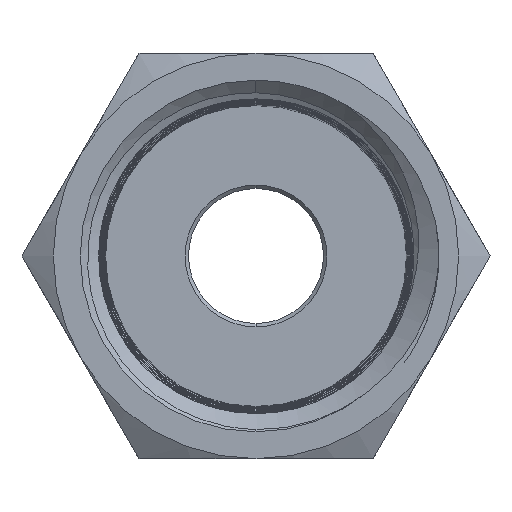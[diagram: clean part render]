
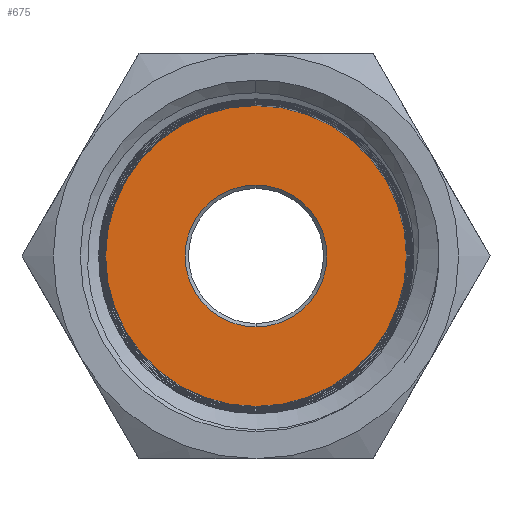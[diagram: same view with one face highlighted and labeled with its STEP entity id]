
A CAD part, front view. The second image highlights one B-rep face of the part: STEP entity #675.
In plain terms, the highlighted planar face has unit normal (0, -1, 0).
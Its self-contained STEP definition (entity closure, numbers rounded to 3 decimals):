
#346 = ORIENTED_EDGE ( 'NONE', *, *, #5148, .T. ) ;
#675 = ADVANCED_FACE ( 'NONE', ( #31901, #23930 ), #16621, .T. ) ;
#1301 = CIRCLE ( 'NONE', #11878, 4.2 ) ;
#1424 = DIRECTION ( 'NONE',  ( 0., 0., -1. ) ) ;
#3930 = DIRECTION ( 'NONE',  ( 0., 0., -1. ) ) ;
#4351 = AXIS2_PLACEMENT_3D ( 'NONE', #28866, #10985, #31863 ) ;
#4694 = EDGE_CURVE ( 'NONE', #26363, #20309, #5727, .T. ) ;
#5148 = EDGE_CURVE ( 'NONE', #30384, #28838, #21614, .T. ) ;
#5623 = CARTESIAN_POINT ( 'NONE',  ( 0., -7.7, 4.2 ) ) ;
#5727 = CIRCLE ( 'NONE', #28113, 4.2 ) ;
#6959 = CARTESIAN_POINT ( 'NONE',  ( 0., -7.7, 0. ) ) ;
#7771 = CARTESIAN_POINT ( 'NONE',  ( 0., -7.7, -8.907 ) ) ;
#10812 = CARTESIAN_POINT ( 'NONE',  ( 0., -7.7, 0. ) ) ;
#10985 = DIRECTION ( 'NONE',  ( 0., -1., 0. ) ) ;
#11005 = ORIENTED_EDGE ( 'NONE', *, *, #11026, .T. ) ;
#11026 = EDGE_CURVE ( 'NONE', #20309, #26363, #1301, .T. ) ;
#11878 = AXIS2_PLACEMENT_3D ( 'NONE', #10812, #31687, #13809 ) ;
#13809 = DIRECTION ( 'NONE',  ( 0., 0., -1. ) ) ;
#14633 = AXIS2_PLACEMENT_3D ( 'NONE', #16336, #37233, #19350 ) ;
#16336 = CARTESIAN_POINT ( 'NONE',  ( 0., -7.7, 0. ) ) ;
#16621 = PLANE ( 'NONE',  #30766 ) ;
#16755 = ORIENTED_EDGE ( 'NONE', *, *, #19712, .T. ) ;
#19350 = DIRECTION ( 'NONE',  ( 0., 0., -1. ) ) ;
#19375 = DIRECTION ( 'NONE',  ( 0., 1., 0. ) ) ;
#19665 = EDGE_LOOP ( 'NONE', ( #11005, #38282 ) ) ;
#19712 = EDGE_CURVE ( 'NONE', #28838, #30384, #33652, .T. ) ;
#20309 = VERTEX_POINT ( 'NONE', #36889 ) ;
#21614 = CIRCLE ( 'NONE', #14633, 8.907 ) ;
#23930 = FACE_OUTER_BOUND ( 'NONE', #31143, .T. ) ;
#24823 = DIRECTION ( 'NONE',  ( 0., -1., 0. ) ) ;
#26363 = VERTEX_POINT ( 'NONE', #5623 ) ;
#28113 = AXIS2_PLACEMENT_3D ( 'NONE', #37262, #19375, #1424 ) ;
#28376 = CARTESIAN_POINT ( 'NONE',  ( 0., -7.7, 8.907 ) ) ;
#28838 = VERTEX_POINT ( 'NONE', #28376 ) ;
#28866 = CARTESIAN_POINT ( 'NONE',  ( 0., -7.7, 0. ) ) ;
#30384 = VERTEX_POINT ( 'NONE', #7771 ) ;
#30766 = AXIS2_PLACEMENT_3D ( 'NONE', #6959, #24823, #3930 ) ;
#31143 = EDGE_LOOP ( 'NONE', ( #346, #16755 ) ) ;
#31687 = DIRECTION ( 'NONE',  ( 0., 1., 0. ) ) ;
#31863 = DIRECTION ( 'NONE',  ( 0., 0., -1. ) ) ;
#31901 = FACE_BOUND ( 'NONE', #19665, .T. ) ;
#33652 = CIRCLE ( 'NONE', #4351, 8.907 ) ;
#36889 = CARTESIAN_POINT ( 'NONE',  ( 0., -7.7, -4.2 ) ) ;
#37233 = DIRECTION ( 'NONE',  ( 0., -1., 0. ) ) ;
#37262 = CARTESIAN_POINT ( 'NONE',  ( 0., -7.7, 0. ) ) ;
#38282 = ORIENTED_EDGE ( 'NONE', *, *, #4694, .T. ) ;
